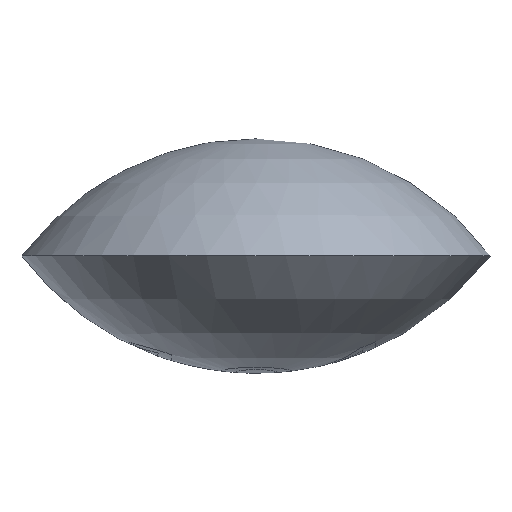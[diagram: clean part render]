
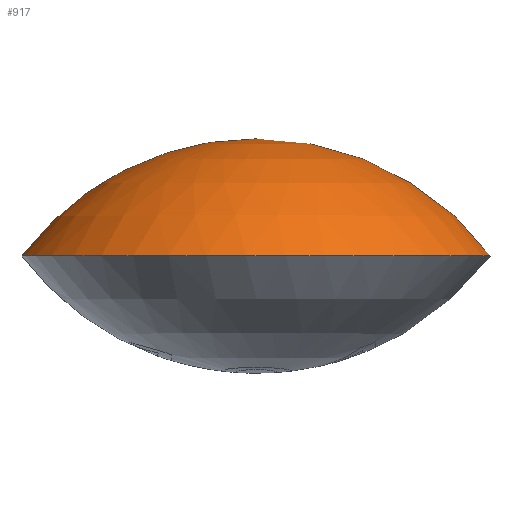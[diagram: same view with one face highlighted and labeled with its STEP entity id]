
A CAD part, top view. The second image highlights one B-rep face of the part: STEP entity #917.
In plain terms, the highlighted spherical face has radius 3.125 mm.
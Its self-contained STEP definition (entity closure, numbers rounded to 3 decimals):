
#47 = VERTEX_POINT('',#48);
#48 = CARTESIAN_POINT('',(-0.25,0.,0.6));
#83 = EDGE_CURVE('',#84,#47,#86,.T.);
#84 = VERTEX_POINT('',#85);
#85 = CARTESIAN_POINT('',(0.25,0.,0.309));
#86 = B_SPLINE_CURVE_WITH_KNOTS('',8,(#87,#88,#89,#90,#91,#92,#93,#94,
    #95,#96,#97,#98,#99,#100,#101,#102,#103,#104,#105,#106,#107,#108,
    #109,#110,#111,#112,#113,#114,#115,#116,#117,#118,#119,#120,#121,
    #122,#123,#124,#125,#126,#127,#128,#129,#130,#131,#132,#133,#134,
    #135,#136,#137),.UNSPECIFIED.,.F.,.F.,(9,7,7,7,7,7,7,9),(0.,
    0.199,0.389,0.551,0.688,
    0.752,0.873,1.),.UNSPECIFIED.);
#87 = CARTESIAN_POINT('',(0.25,0.,0.309));
#88 = CARTESIAN_POINT('',(0.25,0.015,0.321));
#89 = CARTESIAN_POINT('',(0.249,0.03,
    0.334));
#90 = CARTESIAN_POINT('',(0.247,0.044,
    0.347));
#91 = CARTESIAN_POINT('',(0.244,0.058,
    0.36));
#92 = CARTESIAN_POINT('',(0.24,0.072,
    0.374));
#93 = CARTESIAN_POINT('',(0.236,0.086,
    0.388));
#94 = CARTESIAN_POINT('',(0.23,0.099,
    0.402));
#95 = CARTESIAN_POINT('',(0.217,0.124,0.431));
#96 = CARTESIAN_POINT('',(0.211,0.136,0.446)
  );
#97 = CARTESIAN_POINT('',(0.203,0.148,0.46)
  );
#98 = CARTESIAN_POINT('',(0.194,0.159,0.475));
#99 = CARTESIAN_POINT('',(0.185,0.17,0.49)
  );
#100 = CARTESIAN_POINT('',(0.175,0.18,0.506)
  );
#101 = CARTESIAN_POINT('',(0.163,0.19,0.521)
  );
#102 = CARTESIAN_POINT('',(0.141,0.207,0.551)
  );
#103 = CARTESIAN_POINT('',(0.129,0.215,0.565)
  );
#104 = CARTESIAN_POINT('',(0.117,0.222,0.579)
  );
#105 = CARTESIAN_POINT('',(0.104,0.228,0.593)
  );
#106 = CARTESIAN_POINT('',(0.09,0.234,
    0.607));
#107 = CARTESIAN_POINT('',(0.075,0.239,
    0.621));
#108 = CARTESIAN_POINT('',(0.059,0.244,
    0.636));
#109 = CARTESIAN_POINT('',(0.026,0.249,
    0.662));
#110 = CARTESIAN_POINT('',(0.011,0.251,
    0.673));
#111 = CARTESIAN_POINT('',(-0.006,0.251,
    0.685));
#112 = CARTESIAN_POINT('',(-0.025,0.25,
    0.696));
#113 = CARTESIAN_POINT('',(-0.043,0.248,
    0.706));
#114 = CARTESIAN_POINT('',(-0.063,0.243,
    0.714));
#115 = CARTESIAN_POINT('',(-0.082,0.237,
    0.721));
#116 = CARTESIAN_POINT('',(-0.109,0.225,0.727)
  );
#117 = CARTESIAN_POINT('',(-0.118,0.221,0.729
    ));
#118 = CARTESIAN_POINT('',(-0.126,0.216,0.73)
  );
#119 = CARTESIAN_POINT('',(-0.135,0.211,0.73
    ));
#120 = CARTESIAN_POINT('',(-0.143,0.206,0.73
    ));
#121 = CARTESIAN_POINT('',(-0.151,0.2,0.73
    ));
#122 = CARTESIAN_POINT('',(-0.158,0.194,0.728
    ));
#123 = CARTESIAN_POINT('',(-0.179,0.175,0.724)
  );
#124 = CARTESIAN_POINT('',(-0.19,0.163,0.719)
  );
#125 = CARTESIAN_POINT('',(-0.2,0.151,0.714
    ));
#126 = CARTESIAN_POINT('',(-0.209,0.139,0.708
    ));
#127 = CARTESIAN_POINT('',(-0.216,0.128,0.701
    ));
#128 = CARTESIAN_POINT('',(-0.222,0.116,0.693
    ));
#129 = CARTESIAN_POINT('',(-0.227,0.104,0.686)
  );
#130 = CARTESIAN_POINT('',(-0.237,0.081,
    0.669));
#131 = CARTESIAN_POINT('',(-0.241,0.069,
    0.66));
#132 = CARTESIAN_POINT('',(-0.244,0.057,
    0.651));
#133 = CARTESIAN_POINT('',(-0.246,0.046,
    0.641));
#134 = CARTESIAN_POINT('',(-0.248,0.034,
    0.631));
#135 = CARTESIAN_POINT('',(-0.249,0.023,
    0.621));
#136 = CARTESIAN_POINT('',(-0.25,0.011,0.611));
#137 = CARTESIAN_POINT('',(-0.25,0.,0.6));
#459 = VERTEX_POINT('',#460);
#460 = CARTESIAN_POINT('',(-1.25,0.,2.6));
#467 = EDGE_CURVE('',#459,#47,#468,.T.);
#468 = CIRCLE('',#469,2.5);
#469 = AXIS2_PLACEMENT_3D('',#470,#471,#472);
#470 = CARTESIAN_POINT('',(1.25,0.,2.6));
#471 = DIRECTION('',(0.,-1.,0.));
#472 = DIRECTION('',(-1.,0.,0.));
#476 = EDGE_CURVE('',#84,#477,#479,.T.);
#477 = VERTEX_POINT('',#478);
#478 = CARTESIAN_POINT('',(2.25,0.,0.309));
#479 = CIRCLE('',#480,2.5);
#480 = AXIS2_PLACEMENT_3D('',#481,#482,#483);
#481 = CARTESIAN_POINT('',(1.25,0.,2.6));
#482 = DIRECTION('',(0.,-1.,0.));
#483 = DIRECTION('',(-1.,0.,0.));
#486 = VERTEX_POINT('',#487);
#487 = CARTESIAN_POINT('',(2.75,0.,0.6));
#541 = EDGE_CURVE('',#486,#459,#542,.T.);
#542 = CIRCLE('',#543,2.5);
#543 = AXIS2_PLACEMENT_3D('',#544,#545,#546);
#544 = CARTESIAN_POINT('',(1.25,0.,2.6));
#545 = DIRECTION('',(0.,-1.,0.));
#546 = DIRECTION('',(-1.,0.,0.));
#917 = ADVANCED_FACE('',(#918),#994,.T.);
#918 = FACE_BOUND('',#919,.T.);
#919 = EDGE_LOOP('',(#920,#929,#930,#931,#968,#991,#992,#993));
#920 = ORIENTED_EDGE('',*,*,#921,.F.);
#921 = EDGE_CURVE('',#922,#459,#924,.T.);
#922 = VERTEX_POINT('',#923);
#923 = CARTESIAN_POINT('',(1.25,1.25,2.6));
#924 = CIRCLE('',#925,3.125);
#925 = AXIS2_PLACEMENT_3D('',#926,#927,#928);
#926 = CARTESIAN_POINT('',(1.25,-1.875,2.6));
#927 = DIRECTION('',(0.,0.,1.));
#928 = DIRECTION('',(0.,1.,0.));
#929 = ORIENTED_EDGE('',*,*,#921,.T.);
#930 = ORIENTED_EDGE('',*,*,#541,.F.);
#931 = ORIENTED_EDGE('',*,*,#932,.T.);
#932 = EDGE_CURVE('',#486,#933,#935,.T.);
#933 = VERTEX_POINT('',#934);
#934 = CARTESIAN_POINT('',(2.5,0.25,0.68));
#935 = B_SPLINE_CURVE_WITH_KNOTS('',7,(#936,#937,#938,#939,#940,#941,
    #942,#943,#944,#945,#946,#947,#948,#949,#950,#951,#952,#953,#954,
    #955,#956,#957,#958,#959,#960,#961,#962,#963,#964,#965,#966,#967),
  .UNSPECIFIED.,.F.,.F.,(8,6,6,6,6,8),(0.,0.241,0.446,
    0.571,0.763,1.),.UNSPECIFIED.);
#936 = CARTESIAN_POINT('',(2.75,0.,0.6));
#937 = CARTESIAN_POINT('',(2.75,0.01,0.609));
#938 = CARTESIAN_POINT('',(2.75,0.02,
    0.618));
#939 = CARTESIAN_POINT('',(2.749,0.03,
    0.627));
#940 = CARTESIAN_POINT('',(2.747,0.04,
    0.636));
#941 = CARTESIAN_POINT('',(2.745,0.051,
    0.645));
#942 = CARTESIAN_POINT('',(2.743,0.062,
    0.654));
#943 = CARTESIAN_POINT('',(2.736,0.083,
    0.67));
#944 = CARTESIAN_POINT('',(2.733,0.092,
    0.677));
#945 = CARTESIAN_POINT('',(2.729,0.102,0.684)
  );
#946 = CARTESIAN_POINT('',(2.724,0.112,0.691)
  );
#947 = CARTESIAN_POINT('',(2.719,0.121,0.697)
  );
#948 = CARTESIAN_POINT('',(2.713,0.131,0.702)
  );
#949 = CARTESIAN_POINT('',(2.703,0.146,0.711)
  );
#950 = CARTESIAN_POINT('',(2.699,0.152,0.714)
  );
#951 = CARTESIAN_POINT('',(2.694,0.158,0.716)
  );
#952 = CARTESIAN_POINT('',(2.689,0.164,0.719)
  );
#953 = CARTESIAN_POINT('',(2.684,0.17,0.722)
  );
#954 = CARTESIAN_POINT('',(2.678,0.176,0.724)
  );
#955 = CARTESIAN_POINT('',(2.661,0.191,0.728)
  );
#956 = CARTESIAN_POINT('',(2.651,0.2,0.73)
  );
#957 = CARTESIAN_POINT('',(2.639,0.208,0.731)
  );
#958 = CARTESIAN_POINT('',(2.628,0.216,0.73)
  );
#959 = CARTESIAN_POINT('',(2.615,0.223,0.729)
  );
#960 = CARTESIAN_POINT('',(2.603,0.228,0.726)
  );
#961 = CARTESIAN_POINT('',(2.574,0.239,0.718)
  );
#962 = CARTESIAN_POINT('',(2.56,0.243,0.713)
  );
#963 = CARTESIAN_POINT('',(2.547,0.246,0.707)
  );
#964 = CARTESIAN_POINT('',(2.534,0.248,0.7)
  );
#965 = CARTESIAN_POINT('',(2.522,0.249,0.694)
  );
#966 = CARTESIAN_POINT('',(2.511,0.25,0.687)
  );
#967 = CARTESIAN_POINT('',(2.5,0.25,0.68));
#968 = ORIENTED_EDGE('',*,*,#969,.T.);
#969 = EDGE_CURVE('',#933,#477,#970,.T.);
#970 = B_SPLINE_CURVE_WITH_KNOTS('',7,(#971,#972,#973,#974,#975,#976,
    #977,#978,#979,#980,#981,#982,#983,#984,#985,#986,#987,#988,#989,
    #990),.UNSPECIFIED.,.F.,.F.,(8,6,6,8),(0.,0.247,
    0.626,1.),.UNSPECIFIED.);
#971 = CARTESIAN_POINT('',(2.5,0.25,0.68));
#972 = CARTESIAN_POINT('',(2.483,0.25,0.669)
  );
#973 = CARTESIAN_POINT('',(2.467,0.249,0.657)
  );
#974 = CARTESIAN_POINT('',(2.452,0.246,0.645)
  );
#975 = CARTESIAN_POINT('',(2.437,0.243,0.632)
  );
#976 = CARTESIAN_POINT('',(2.423,0.239,0.62)
  );
#977 = CARTESIAN_POINT('',(2.41,0.234,0.606));
#978 = CARTESIAN_POINT('',(2.377,0.219,0.573)
  );
#979 = CARTESIAN_POINT('',(2.359,0.208,0.552)
  );
#980 = CARTESIAN_POINT('',(2.343,0.196,0.531)
  );
#981 = CARTESIAN_POINT('',(2.327,0.183,0.509)
  );
#982 = CARTESIAN_POINT('',(2.314,0.168,0.488)
  );
#983 = CARTESIAN_POINT('',(2.301,0.153,0.467)
  );
#984 = CARTESIAN_POINT('',(2.279,0.119,0.425)
  );
#985 = CARTESIAN_POINT('',(2.27,0.102,0.405)
  );
#986 = CARTESIAN_POINT('',(2.262,0.083,
    0.385));
#987 = CARTESIAN_POINT('',(2.256,0.064,
    0.365));
#988 = CARTESIAN_POINT('',(2.252,0.043,
    0.345));
#989 = CARTESIAN_POINT('',(2.25,0.022,0.327));
#990 = CARTESIAN_POINT('',(2.25,0.,0.309));
#991 = ORIENTED_EDGE('',*,*,#476,.F.);
#992 = ORIENTED_EDGE('',*,*,#83,.T.);
#993 = ORIENTED_EDGE('',*,*,#467,.F.);
#994 = SPHERICAL_SURFACE('',#995,3.125);
#995 = AXIS2_PLACEMENT_3D('',#996,#997,#998);
#996 = CARTESIAN_POINT('',(1.25,-1.875,2.6));
#997 = DIRECTION('',(0.,-1.,0.));
#998 = DIRECTION('',(-1.,0.,0.));
